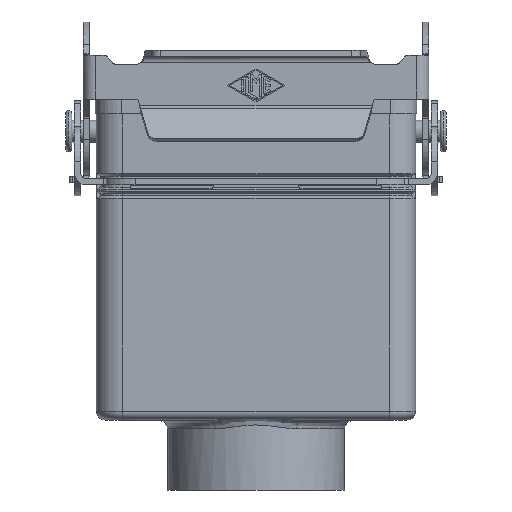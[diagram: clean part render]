
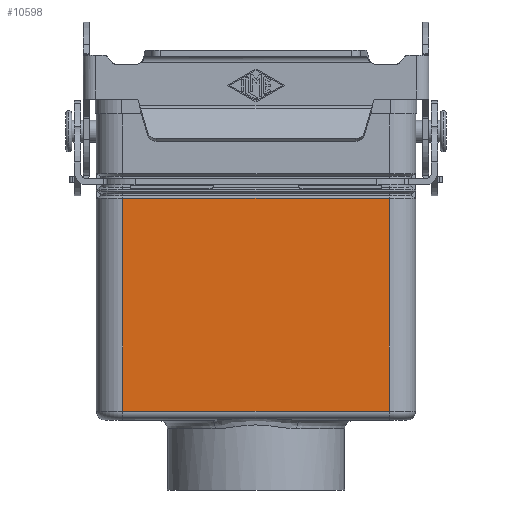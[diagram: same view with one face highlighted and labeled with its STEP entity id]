
A CAD part, front view. The second image highlights one B-rep face of the part: STEP entity #10598.
In plain terms, the highlighted planar face has unit normal (0, -1, 0).
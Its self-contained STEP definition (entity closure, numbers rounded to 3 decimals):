
#9342=CARTESIAN_POINT('',(30.5,-21.75,-15.327));
#9343=VERTEX_POINT('',#9342);
#9375=CARTESIAN_POINT('',(-30.5,-21.75,-15.327));
#9376=VERTEX_POINT('',#9375);
#9377=CARTESIAN_POINT('',(30.5,-21.75,-15.327));
#9378=DIRECTION('',(-1.0,0.0,0.0));
#9379=VECTOR('',#9378,61.);
#9380=LINE('',#9377,#9379);
#9381=EDGE_CURVE('',#9343,#9376,#9380,.T.);
#10508=CARTESIAN_POINT('',(30.5,-21.75,-64.));
#10509=VERTEX_POINT('',#10508);
#10510=CARTESIAN_POINT('',(30.5,-21.75,-15.327));
#10511=DIRECTION('',(0.0,0.0,-1.0));
#10512=VECTOR('',#10511,48.673);
#10513=LINE('',#10510,#10512);
#10514=EDGE_CURVE('',#9343,#10509,#10513,.T.);
#10575=CARTESIAN_POINT('',(-30.5,-21.75,9.0));
#10576=DIRECTION('',(0.0,-1.0,0.0));
#10577=DIRECTION('',(0.0,0.0,-1.0));
#10578=AXIS2_PLACEMENT_3D('',#10575,#10576,#10577);
#10579=PLANE('',#10578);
#10580=ORIENTED_EDGE('',*,*,#9381,.T.);
#10581=CARTESIAN_POINT('',(-30.5,-21.75,-64.));
#10582=VERTEX_POINT('',#10581);
#10583=CARTESIAN_POINT('',(-30.5,-21.75,-15.327));
#10584=DIRECTION('',(0.0,0.0,-1.0));
#10585=VECTOR('',#10584,48.673);
#10586=LINE('',#10583,#10585);
#10587=EDGE_CURVE('',#9376,#10582,#10586,.T.);
#10588=ORIENTED_EDGE('',*,*,#10587,.T.);
#10589=CARTESIAN_POINT('',(30.5,-21.75,-64.));
#10590=DIRECTION('',(-1.0,0.0,0.0));
#10591=VECTOR('',#10590,61.0);
#10592=LINE('',#10589,#10591);
#10593=EDGE_CURVE('',#10509,#10582,#10592,.T.);
#10594=ORIENTED_EDGE('',*,*,#10593,.F.);
#10595=ORIENTED_EDGE('',*,*,#10514,.F.);
#10596=EDGE_LOOP('',(#10580,#10588,#10594,#10595));
#10597=FACE_OUTER_BOUND('',#10596,.T.);
#10598=ADVANCED_FACE('',(#10597),#10579,.T.);
